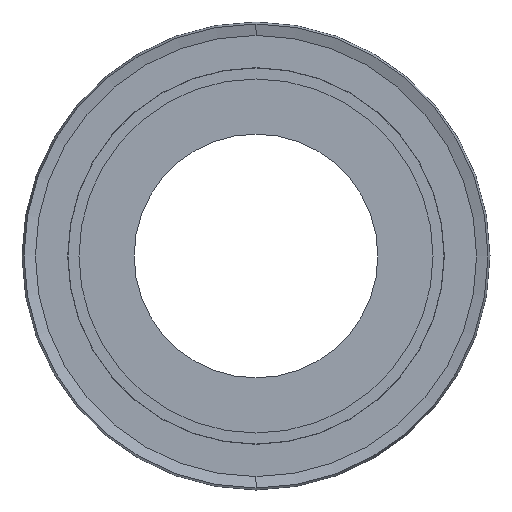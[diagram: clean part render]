
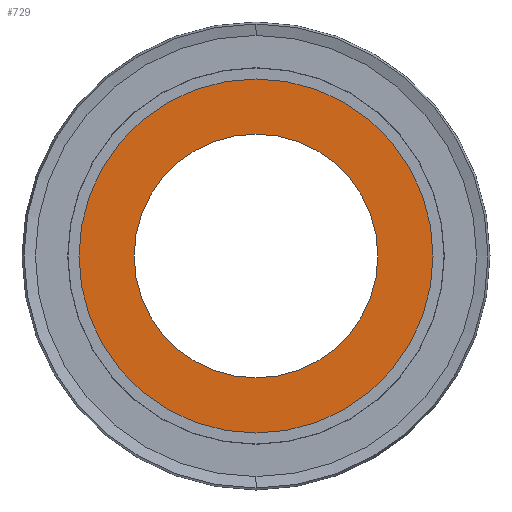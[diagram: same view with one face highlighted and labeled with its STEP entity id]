
A CAD part, left-side view. The second image highlights one B-rep face of the part: STEP entity #729.
In plain terms, the highlighted planar face has unit normal (-1, 0, 0).
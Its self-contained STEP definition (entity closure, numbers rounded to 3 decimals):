
#321 = DIRECTION ( 'NONE',  ( 0., 0., -1. ) ) ;
#398 = AXIS2_PLACEMENT_3D ( 'NONE', #3713, #7259, #321 ) ;
#729 = ADVANCED_FACE ( 'NONE', ( #2994, #9801 ), #3220, .T. ) ;
#747 = CIRCLE ( 'NONE', #398, 26.746 ) ;
#764 = CARTESIAN_POINT ( 'NONE',  ( 29.951, 35.3, 53.576 ) ) ;
#1354 = AXIS2_PLACEMENT_3D ( 'NONE', #3401, #1712, #6834 ) ;
#1712 = DIRECTION ( 'NONE',  ( -1., 0., 0. ) ) ;
#1893 = AXIS2_PLACEMENT_3D ( 'NONE', #9308, #7576, #7461 ) ;
#2228 = CIRCLE ( 'NONE', #9479, 26.746 ) ;
#2251 = CARTESIAN_POINT ( 'NONE',  ( 29.951, 35.3, 41.46 ) ) ;
#2515 = VERTEX_POINT ( 'NONE', #764 ) ;
#2701 = CARTESIAN_POINT ( 'NONE',  ( 29.951, 35.3, 80.322 ) ) ;
#2869 = VERTEX_POINT ( 'NONE', #2251 ) ;
#2994 = FACE_BOUND ( 'NONE', #4082, .T. ) ;
#3220 = PLANE ( 'NONE',  #1893 ) ;
#3401 = CARTESIAN_POINT ( 'NONE',  ( 29.951, 35.3, 80.322 ) ) ;
#3679 = VERTEX_POINT ( 'NONE', #6866 ) ;
#3713 = CARTESIAN_POINT ( 'NONE',  ( 29.951, 35.3, 80.322 ) ) ;
#4082 = EDGE_LOOP ( 'NONE', ( #6124, #7769 ) ) ;
#4783 = DIRECTION ( 'NONE',  ( 0., 0., 1. ) ) ;
#4920 = EDGE_LOOP ( 'NONE', ( #11082, #7797 ) ) ;
#5763 = CIRCLE ( 'NONE', #1354, 38.862 ) ;
#6124 = ORIENTED_EDGE ( 'NONE', *, *, #6628, .T. ) ;
#6283 = DIRECTION ( 'NONE',  ( 0., 0., -1. ) ) ;
#6365 = EDGE_CURVE ( 'NONE', #7323, #2869, #5763, .T. ) ;
#6628 = EDGE_CURVE ( 'NONE', #2515, #3679, #747, .T. ) ;
#6799 = CARTESIAN_POINT ( 'NONE',  ( 29.951, 35.3, 119.184 ) ) ;
#6834 = DIRECTION ( 'NONE',  ( 0., 0., 1. ) ) ;
#6866 = CARTESIAN_POINT ( 'NONE',  ( 29.951, 35.3, 107.068 ) ) ;
#7186 = EDGE_CURVE ( 'NONE', #2869, #7323, #8764, .T. ) ;
#7259 = DIRECTION ( 'NONE',  ( 1., 0., 0. ) ) ;
#7323 = VERTEX_POINT ( 'NONE', #6799 ) ;
#7461 = DIRECTION ( 'NONE',  ( 0., 0., 1. ) ) ;
#7576 = DIRECTION ( 'NONE',  ( -1., 0., 0. ) ) ;
#7689 = AXIS2_PLACEMENT_3D ( 'NONE', #8059, #9800, #4783 ) ;
#7769 = ORIENTED_EDGE ( 'NONE', *, *, #8649, .T. ) ;
#7797 = ORIENTED_EDGE ( 'NONE', *, *, #7186, .T. ) ;
#8059 = CARTESIAN_POINT ( 'NONE',  ( 29.951, 35.3, 80.322 ) ) ;
#8649 = EDGE_CURVE ( 'NONE', #3679, #2515, #2228, .T. ) ;
#8764 = CIRCLE ( 'NONE', #7689, 38.862 ) ;
#9308 = CARTESIAN_POINT ( 'NONE',  ( 29.951, 35.3, 80.322 ) ) ;
#9479 = AXIS2_PLACEMENT_3D ( 'NONE', #2701, #9686, #6283 ) ;
#9686 = DIRECTION ( 'NONE',  ( 1., 0., 0. ) ) ;
#9800 = DIRECTION ( 'NONE',  ( -1., 0., 0. ) ) ;
#9801 = FACE_OUTER_BOUND ( 'NONE', #4920, .T. ) ;
#11082 = ORIENTED_EDGE ( 'NONE', *, *, #6365, .T. ) ;
